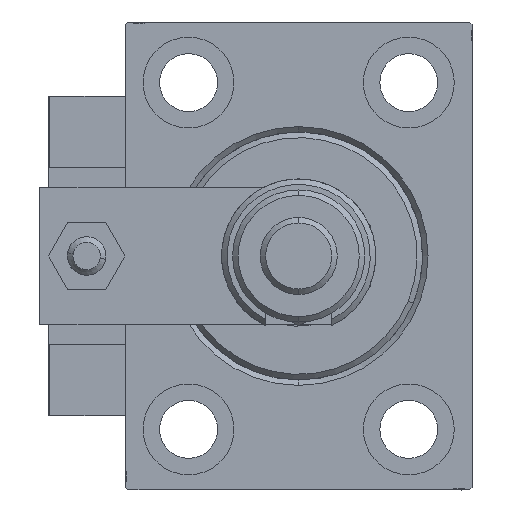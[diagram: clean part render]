
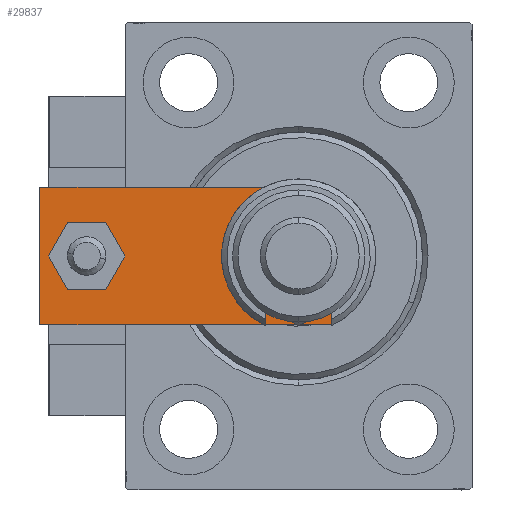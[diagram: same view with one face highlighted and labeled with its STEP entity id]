
A CAD part, left-side view. The second image highlights one B-rep face of the part: STEP entity #29837.
In plain terms, the highlighted face is planar.
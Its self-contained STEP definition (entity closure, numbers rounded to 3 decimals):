
#963 = CARTESIAN_POINT ( 'NONE',  ( -5.5, 0., 6. ) ) ;
#1119 = AXIS2_PLACEMENT_3D ( 'NONE', #49393, #25012, #41533 ) ;
#1597 = CARTESIAN_POINT ( 'NONE',  ( 12.5, 0., 6. ) ) ;
#2050 = DIRECTION ( 'NONE',  ( 1., 0., 0. ) ) ;
#2557 = AXIS2_PLACEMENT_3D ( 'NONE', #44325, #7183, #6914 ) ;
#3700 = DIRECTION ( 'NONE',  ( -1., 0., 0. ) ) ;
#4152 = VECTOR ( 'NONE', #44848, 1000. ) ;
#4327 = CARTESIAN_POINT ( 'NONE',  ( 0., 13., 6. ) ) ;
#4370 = CARTESIAN_POINT ( 'NONE',  ( 5.5, 0., 6. ) ) ;
#4398 = CIRCLE ( 'NONE', #35549, 8.25 ) ;
#4868 = LINE ( 'NONE', #1597, #10091 ) ;
#5391 = DIRECTION ( 'NONE',  ( 0., 1., 0. ) ) ;
#5846 = DIRECTION ( 'NONE',  ( 0., 0., 1. ) ) ;
#6201 = EDGE_CURVE ( 'NONE', #39607, #11872, #4398, .T. ) ;
#6755 = DIRECTION ( 'NONE',  ( 0., -1., 0. ) ) ;
#6914 = DIRECTION ( 'NONE',  ( 1., 0., 0. ) ) ;
#7183 = DIRECTION ( 'NONE',  ( 0., 0., 1. ) ) ;
#8280 = ORIENTED_EDGE ( 'NONE', *, *, #6201, .F. ) ;
#8883 = CIRCLE ( 'NONE', #1119, 4. ) ;
#10022 = LINE ( 'NONE', #26573, #46171 ) ;
#10091 = VECTOR ( 'NONE', #5391, 1000. ) ;
#11532 = VERTEX_POINT ( 'NONE', #39949 ) ;
#11735 = EDGE_CURVE ( 'NONE', #18184, #42925, #52053, .T. ) ;
#11872 = VERTEX_POINT ( 'NONE', #48290 ) ;
#12229 = EDGE_CURVE ( 'NONE', #43366, #41941, #10022, .T. ) ;
#15614 = CARTESIAN_POINT ( 'NONE',  ( 12.5, 7., 6. ) ) ;
#15988 = CIRCLE ( 'NONE', #37643, 4. ) ;
#16401 = FACE_OUTER_BOUND ( 'NONE', #51361, .T. ) ;
#17006 = ORIENTED_EDGE ( 'NONE', *, *, #35026, .F. ) ;
#18184 = VERTEX_POINT ( 'NONE', #963 ) ;
#18237 = EDGE_CURVE ( 'NONE', #33256, #40334, #15988, .T. ) ;
#18294 = CARTESIAN_POINT ( 'NONE',  ( -2.75, -2.75, 6. ) ) ;
#18300 = ORIENTED_EDGE ( 'NONE', *, *, #18237, .F. ) ;
#18524 = ORIENTED_EDGE ( 'NONE', *, *, #21915, .T. ) ;
#20209 = FACE_BOUND ( 'NONE', #28941, .T. ) ;
#20480 = CIRCLE ( 'NONE', #50740, 8.25 ) ;
#20870 = DIRECTION ( 'NONE',  ( 1., 0., 0. ) ) ;
#21902 = EDGE_LOOP ( 'NONE', ( #18300, #39155 ) ) ;
#21915 = EDGE_CURVE ( 'NONE', #11532, #43366, #48686, .T. ) ;
#24002 = PLANE ( 'NONE',  #2557 ) ;
#24059 = CARTESIAN_POINT ( 'NONE',  ( 4., 51.5, 6. ) ) ;
#24864 = LINE ( 'NONE', #37826, #41369 ) ;
#25012 = DIRECTION ( 'NONE',  ( 0., 0., 1. ) ) ;
#26298 = CARTESIAN_POINT ( 'NONE',  ( -8.25, 13., 6. ) ) ;
#26573 = CARTESIAN_POINT ( 'NONE',  ( -12.5, 60., 6. ) ) ;
#27162 = DIRECTION ( 'NONE',  ( 1., 0., 0. ) ) ;
#28941 = EDGE_LOOP ( 'NONE', ( #8280, #17006 ) ) ;
#29174 = DIRECTION ( 'NONE',  ( 0.707, 0.707, 0. ) ) ;
#29837 = ADVANCED_FACE ( 'NONE', ( #52407, #16401, #20209 ), #24002, .T. ) ;
#30939 = CARTESIAN_POINT ( 'NONE',  ( -12.5, 0., 6. ) ) ;
#31236 = EDGE_CURVE ( 'NONE', #42502, #11532, #4868, .T. ) ;
#33152 = VECTOR ( 'NONE', #27162, 1000. ) ;
#33256 = VERTEX_POINT ( 'NONE', #46542 ) ;
#35026 = EDGE_CURVE ( 'NONE', #11872, #39607, #20480, .T. ) ;
#35438 = ORIENTED_EDGE ( 'NONE', *, *, #31236, .T. ) ;
#35549 = AXIS2_PLACEMENT_3D ( 'NONE', #4327, #41191, #20870 ) ;
#35835 = ORIENTED_EDGE ( 'NONE', *, *, #11735, .T. ) ;
#35869 = CARTESIAN_POINT ( 'NONE',  ( 0., 51.5, 6. ) ) ;
#37643 = AXIS2_PLACEMENT_3D ( 'NONE', #35869, #47286, #48344 ) ;
#37763 = VECTOR ( 'NONE', #3700, 1000. ) ;
#37826 = CARTESIAN_POINT ( 'NONE',  ( 2.75, -2.75, 6. ) ) ;
#37917 = EDGE_CURVE ( 'NONE', #42925, #42502, #24864, .T. ) ;
#38026 = EDGE_CURVE ( 'NONE', #41941, #18184, #47029, .T. ) ;
#39155 = ORIENTED_EDGE ( 'NONE', *, *, #51597, .F. ) ;
#39607 = VERTEX_POINT ( 'NONE', #26298 ) ;
#39949 = CARTESIAN_POINT ( 'NONE',  ( 12.5, 60., 6. ) ) ;
#40334 = VERTEX_POINT ( 'NONE', #24059 ) ;
#41092 = CARTESIAN_POINT ( 'NONE',  ( 12.5, 60., 6. ) ) ;
#41191 = DIRECTION ( 'NONE',  ( 0., 0., 1. ) ) ;
#41369 = VECTOR ( 'NONE', #29174, 1000. ) ;
#41533 = DIRECTION ( 'NONE',  ( 1., 0., 0. ) ) ;
#41941 = VERTEX_POINT ( 'NONE', #51755 ) ;
#42502 = VERTEX_POINT ( 'NONE', #15614 ) ;
#42925 = VERTEX_POINT ( 'NONE', #4370 ) ;
#43366 = VERTEX_POINT ( 'NONE', #47616 ) ;
#44325 = CARTESIAN_POINT ( 'NONE',  ( 0., 0., 6. ) ) ;
#44848 = DIRECTION ( 'NONE',  ( 0.707, -0.707, 0. ) ) ;
#46171 = VECTOR ( 'NONE', #6755, 1000. ) ;
#46173 = ORIENTED_EDGE ( 'NONE', *, *, #38026, .T. ) ;
#46542 = CARTESIAN_POINT ( 'NONE',  ( -4., 51.5, 6. ) ) ;
#47029 = LINE ( 'NONE', #18294, #4152 ) ;
#47286 = DIRECTION ( 'NONE',  ( 0., 0., 1. ) ) ;
#47616 = CARTESIAN_POINT ( 'NONE',  ( -12.5, 60., 6. ) ) ;
#48290 = CARTESIAN_POINT ( 'NONE',  ( 8.25, 13., 6. ) ) ;
#48344 = DIRECTION ( 'NONE',  ( 1., 0., 0. ) ) ;
#48686 = LINE ( 'NONE', #41092, #37763 ) ;
#49393 = CARTESIAN_POINT ( 'NONE',  ( 0., 51.5, 6. ) ) ;
#50557 = ORIENTED_EDGE ( 'NONE', *, *, #12229, .T. ) ;
#50740 = AXIS2_PLACEMENT_3D ( 'NONE', #51620, #5846, #2050 ) ;
#51361 = EDGE_LOOP ( 'NONE', ( #50557, #46173, #35835, #51752, #35438, #18524 ) ) ;
#51597 = EDGE_CURVE ( 'NONE', #40334, #33256, #8883, .T. ) ;
#51620 = CARTESIAN_POINT ( 'NONE',  ( 0., 13., 6. ) ) ;
#51752 = ORIENTED_EDGE ( 'NONE', *, *, #37917, .T. ) ;
#51755 = CARTESIAN_POINT ( 'NONE',  ( -12.5, 7., 6. ) ) ;
#52053 = LINE ( 'NONE', #30939, #33152 ) ;
#52407 = FACE_BOUND ( 'NONE', #21902, .T. ) ;
